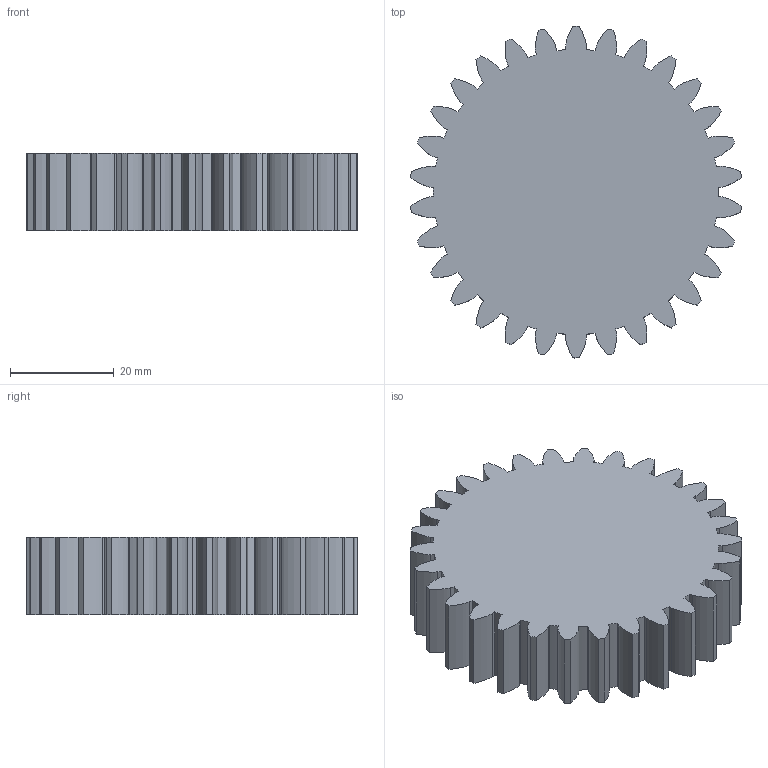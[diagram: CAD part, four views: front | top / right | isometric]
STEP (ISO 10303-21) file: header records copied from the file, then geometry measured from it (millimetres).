
FILE_DESCRIPTION (( 'STEP AP214' ), '1' );
FILE_NAME ('Engrenage_m2_equations.STEP', '2025-09-11T21:34:28', ( '' ), ( '' ), 'SwSTEP 2.0', 'SolidWorks 2024', '' );
FILE_SCHEMA (( 'AUTOMOTIVE_DESIGN' ));
Length unit declared in the file: millimetre
Products named in the file (1): Engrenage_m2_equations
Bounding box: 63.76 x 64 x 15 mm (x, y, z)
Volume: 41861.1 mm3; surface area: 11269.9 mm2
Topology: 1 solids, 1 shells, 183 faces, 543 edges, 362 vertices
Faces by surface type: plane 62, cylinder 61, bspline 60
Entity records: 11542 total; most frequent: CARTESIAN_POINT 6909, ORIENTED_EDGE 1086, DIRECTION 793, EDGE_CURVE 543, VERTEX_POINT 362, VECTOR 301, LINE 301, AXIS2_PLACEMENT_3D 246
